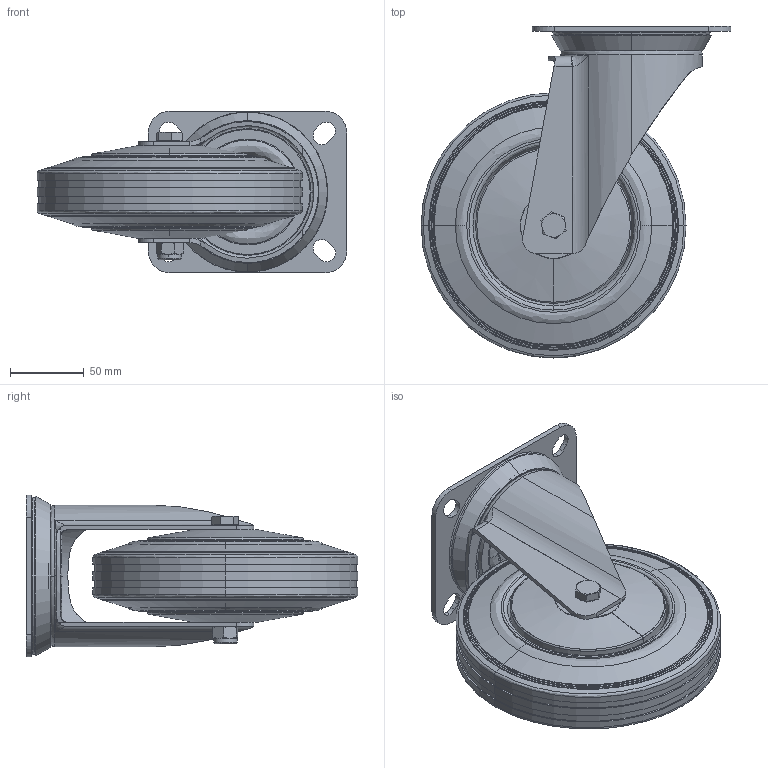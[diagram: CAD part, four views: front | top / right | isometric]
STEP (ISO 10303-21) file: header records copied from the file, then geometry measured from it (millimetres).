
FILE_DESCRIPTION (( 'STEP AP203' ), '1' );
FILE_NAME ('L400.B55.181.step', '2018-05-08T13:54:56', ( 'Benutzer01' ), ( '' ), 'SwSTEP 2.0', 'SolidWorks 2012', '' );
FILE_SCHEMA (( 'CONFIG_CONTROL_DESIGN' ));
Length unit declared in the file: millimetre
Products named in the file (1): L400.B55.181
Bounding box: 210.49 x 225.4 x 110 mm (x, y, z)
Volume: 904500.6 mm3; surface area: 333358.7 mm2
Topology: 79 solids, 79 shells, 957 faces, 2571 edges, 1548 vertices
Faces by surface type: bspline 344, cylinder 312, plane 189, cone 92, torus 20
Entity records: 39319 total; most frequent: CARTESIAN_POINT 17444, ORIENTED_EDGE 4712, DIRECTION 4512, EDGE_CURVE 2356, AXIS2_PLACEMENT_3D 1972, VERTEX_POINT 1548, CIRCLE 1358, EDGE_LOOP 1066
